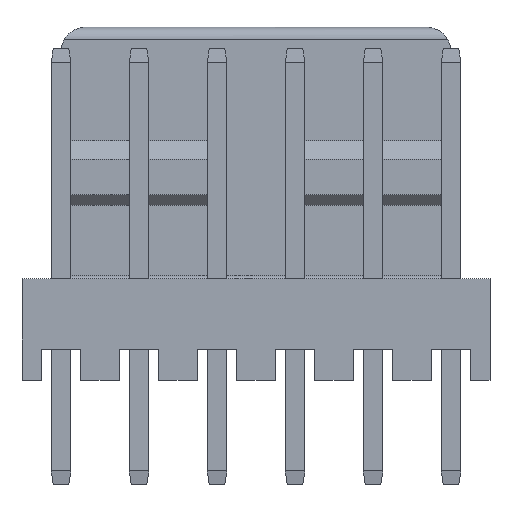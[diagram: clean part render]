
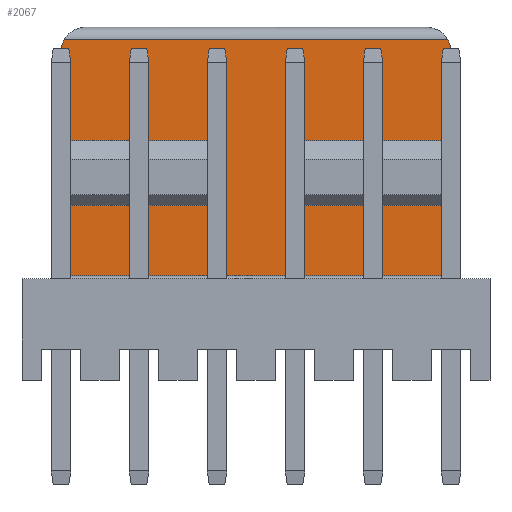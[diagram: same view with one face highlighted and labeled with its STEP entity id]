
A CAD part, top view. The second image highlights one B-rep face of the part: STEP entity #2067.
In plain terms, the highlighted planar face has unit normal (0, 0, 1).
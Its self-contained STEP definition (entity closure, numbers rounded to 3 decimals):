
#130 = CARTESIAN_POINT ( 'NONE',  ( -6.35, 4.05, -1.95 ) ) ;
#133 = VECTOR ( 'NONE', #1261, 1000. ) ;
#145 = AXIS2_PLACEMENT_3D ( 'NONE', #1740, #2492, #546 ) ;
#167 = EDGE_CURVE ( 'NONE', #501, #1353, #264, .T. ) ;
#181 = CARTESIAN_POINT ( 'NONE',  ( 6.35, 9.85, -1.95 ) ) ;
#204 = CARTESIAN_POINT ( 'NONE',  ( 1.27, 6.15, -1.95 ) ) ;
#231 = EDGE_LOOP ( 'NONE', ( #1018, #2629, #1225, #1168, #1340, #734, #2181, #1066, #2389, #2758, #247, #1744, #288, #2570 ) ) ;
#236 = VERTEX_POINT ( 'NONE', #350 ) ;
#247 = ORIENTED_EDGE ( 'NONE', *, *, #3104, .T. ) ;
#253 = CARTESIAN_POINT ( 'NONE',  ( 6.35, 1.75, -1.95 ) ) ;
#262 = EDGE_CURVE ( 'NONE', #2047, #1474, #1754, .T. ) ;
#264 = CIRCLE ( 'NONE', #1194, 0.8 ) ;
#269 = VECTOR ( 'NONE', #2540, 1000. ) ;
#288 = ORIENTED_EDGE ( 'NONE', *, *, #2824, .F. ) ;
#332 = EDGE_CURVE ( 'NONE', #2047, #1787, #1942, .T. ) ;
#350 = CARTESIAN_POINT ( 'NONE',  ( -1.27, 6.15, -1.95 ) ) ;
#374 = DIRECTION ( 'NONE',  ( -1., 0., 0. ) ) ;
#379 = CARTESIAN_POINT ( 'NONE',  ( 1.27, 6.15, -1.95 ) ) ;
#396 = CARTESIAN_POINT ( 'NONE',  ( 6.35, 4.05, -1.95 ) ) ;
#427 = DIRECTION ( 'NONE',  ( -1., 0., 0. ) ) ;
#449 = EDGE_CURVE ( 'NONE', #1032, #589, #2694, .T. ) ;
#483 = EDGE_CURVE ( 'NONE', #1307, #1280, #1218, .T. ) ;
#501 = VERTEX_POINT ( 'NONE', #2253 ) ;
#546 = DIRECTION ( 'NONE',  ( 0., 1., 0. ) ) ;
#582 = DIRECTION ( 'NONE',  ( 0., -1., 0. ) ) ;
#589 = VERTEX_POINT ( 'NONE', #130 ) ;
#690 = LINE ( 'NONE', #1799, #1640 ) ;
#734 = ORIENTED_EDGE ( 'NONE', *, *, #2547, .T. ) ;
#747 = DIRECTION ( 'NONE',  ( 0., 0., -1. ) ) ;
#787 = VECTOR ( 'NONE', #2939, 1000. ) ;
#819 = CARTESIAN_POINT ( 'NONE',  ( -5.55, 9.05, -1.95 ) ) ;
#892 = CARTESIAN_POINT ( 'NONE',  ( -1.27, 6.15, -1.95 ) ) ;
#929 = VECTOR ( 'NONE', #1569, 1000. ) ;
#1018 = ORIENTED_EDGE ( 'NONE', *, *, #2822, .T. ) ;
#1032 = VERTEX_POINT ( 'NONE', #2436 ) ;
#1054 = EDGE_CURVE ( 'NONE', #2721, #1280, #1423, .T. ) ;
#1058 = CARTESIAN_POINT ( 'NONE',  ( -6.35, 6.15, -1.95 ) ) ;
#1066 = ORIENTED_EDGE ( 'NONE', *, *, #332, .T. ) ;
#1100 = DIRECTION ( 'NONE',  ( 0., 1., 0. ) ) ;
#1168 = ORIENTED_EDGE ( 'NONE', *, *, #1631, .F. ) ;
#1174 = VERTEX_POINT ( 'NONE', #1896 ) ;
#1194 = AXIS2_PLACEMENT_3D ( 'NONE', #819, #2203, #2742 ) ;
#1202 = VERTEX_POINT ( 'NONE', #204 ) ;
#1208 = PLANE ( 'NONE',  #2505 ) ;
#1218 = LINE ( 'NONE', #1503, #2820 ) ;
#1225 = ORIENTED_EDGE ( 'NONE', *, *, #1054, .F. ) ;
#1246 = CARTESIAN_POINT ( 'NONE',  ( -6.35, 9.85, -1.95 ) ) ;
#1261 = DIRECTION ( 'NONE',  ( 0., -1., 0. ) ) ;
#1280 = VERTEX_POINT ( 'NONE', #253 ) ;
#1307 = VERTEX_POINT ( 'NONE', #1446 ) ;
#1334 = CARTESIAN_POINT ( 'NONE',  ( -6.35, 9.85, -1.95 ) ) ;
#1340 = ORIENTED_EDGE ( 'NONE', *, *, #2894, .T. ) ;
#1353 = VERTEX_POINT ( 'NONE', #1943 ) ;
#1408 = VECTOR ( 'NONE', #2650, 1000. ) ;
#1423 = LINE ( 'NONE', #1456, #133 ) ;
#1446 = CARTESIAN_POINT ( 'NONE',  ( -6.35, 1.75, -1.95 ) ) ;
#1456 = CARTESIAN_POINT ( 'NONE',  ( 6.35, 9.85, -1.95 ) ) ;
#1473 = LINE ( 'NONE', #1820, #1659 ) ;
#1474 = VERTEX_POINT ( 'NONE', #2026 ) ;
#1503 = CARTESIAN_POINT ( 'NONE',  ( 6.35, 1.75, -1.95 ) ) ;
#1538 = LINE ( 'NONE', #1540, #269 ) ;
#1540 = CARTESIAN_POINT ( 'NONE',  ( 1.27, 4.05, -1.95 ) ) ;
#1569 = DIRECTION ( 'NONE',  ( 0., -1., 0. ) ) ;
#1611 = EDGE_CURVE ( 'NONE', #1787, #501, #690, .T. ) ;
#1627 = LINE ( 'NONE', #2534, #2759 ) ;
#1628 = VECTOR ( 'NONE', #427, 1000. ) ;
#1631 = EDGE_CURVE ( 'NONE', #1174, #2721, #1538, .T. ) ;
#1640 = VECTOR ( 'NONE', #374, 1000. ) ;
#1659 = VECTOR ( 'NONE', #2565, 1000. ) ;
#1678 = VECTOR ( 'NONE', #582, 1000. ) ;
#1740 = CARTESIAN_POINT ( 'NONE',  ( 5.55, 9.05, -1.95 ) ) ;
#1744 = ORIENTED_EDGE ( 'NONE', *, *, #2720, .F. ) ;
#1746 = CARTESIAN_POINT ( 'NONE',  ( -1.27, 4.05, -1.95 ) ) ;
#1754 = LINE ( 'NONE', #2995, #1678 ) ;
#1787 = VERTEX_POINT ( 'NONE', #2065 ) ;
#1799 = CARTESIAN_POINT ( 'NONE',  ( 6.35, 9.45, -1.95 ) ) ;
#1820 = CARTESIAN_POINT ( 'NONE',  ( -1.27, 4.05, -1.95 ) ) ;
#1896 = CARTESIAN_POINT ( 'NONE',  ( 1.27, 4.05, -1.95 ) ) ;
#1942 = CIRCLE ( 'NONE', #145, 0.8 ) ;
#1943 = CARTESIAN_POINT ( 'NONE',  ( -6.35, 9.05, -1.95 ) ) ;
#1961 = LINE ( 'NONE', #1246, #1408 ) ;
#1992 = DIRECTION ( 'NONE',  ( 1., 0., 0. ) ) ;
#2026 = CARTESIAN_POINT ( 'NONE',  ( 6.35, 6.15, -1.95 ) ) ;
#2047 = VERTEX_POINT ( 'NONE', #2613 ) ;
#2065 = CARTESIAN_POINT ( 'NONE',  ( 6.243, 9.45, -1.95 ) ) ;
#2067 = ADVANCED_FACE ( 'NONE', ( #2582 ), #1208, .F. ) ;
#2077 = LINE ( 'NONE', #379, #2457 ) ;
#2181 = ORIENTED_EDGE ( 'NONE', *, *, #262, .F. ) ;
#2185 = LINE ( 'NONE', #1334, #929 ) ;
#2203 = DIRECTION ( 'NONE',  ( 0., 0., 1. ) ) ;
#2253 = CARTESIAN_POINT ( 'NONE',  ( -6.243, 9.45, -1.95 ) ) ;
#2294 = VERTEX_POINT ( 'NONE', #1058 ) ;
#2389 = ORIENTED_EDGE ( 'NONE', *, *, #1611, .T. ) ;
#2411 = DIRECTION ( 'NONE',  ( 0., 1., 0. ) ) ;
#2436 = CARTESIAN_POINT ( 'NONE',  ( -1.27, 4.05, -1.95 ) ) ;
#2457 = VECTOR ( 'NONE', #2544, 1000. ) ;
#2492 = DIRECTION ( 'NONE',  ( 0., 0., 1. ) ) ;
#2505 = AXIS2_PLACEMENT_3D ( 'NONE', #181, #747, #2411 ) ;
#2534 = CARTESIAN_POINT ( 'NONE',  ( 1.27, 4.05, -1.95 ) ) ;
#2540 = DIRECTION ( 'NONE',  ( 1., 0., 0. ) ) ;
#2544 = DIRECTION ( 'NONE',  ( 1., 0., 0. ) ) ;
#2547 = EDGE_CURVE ( 'NONE', #1202, #1474, #2077, .T. ) ;
#2565 = DIRECTION ( 'NONE',  ( 0., 1., 0. ) ) ;
#2570 = ORIENTED_EDGE ( 'NONE', *, *, #449, .T. ) ;
#2582 = FACE_OUTER_BOUND ( 'NONE', #231, .T. ) ;
#2613 = CARTESIAN_POINT ( 'NONE',  ( 6.35, 9.05, -1.95 ) ) ;
#2629 = ORIENTED_EDGE ( 'NONE', *, *, #483, .T. ) ;
#2650 = DIRECTION ( 'NONE',  ( 0., -1., 0. ) ) ;
#2694 = LINE ( 'NONE', #1746, #787 ) ;
#2720 = EDGE_CURVE ( 'NONE', #236, #2294, #3035, .T. ) ;
#2721 = VERTEX_POINT ( 'NONE', #396 ) ;
#2742 = DIRECTION ( 'NONE',  ( 0., 1., 0. ) ) ;
#2758 = ORIENTED_EDGE ( 'NONE', *, *, #167, .T. ) ;
#2759 = VECTOR ( 'NONE', #1100, 1000. ) ;
#2820 = VECTOR ( 'NONE', #1992, 1000. ) ;
#2822 = EDGE_CURVE ( 'NONE', #589, #1307, #2185, .T. ) ;
#2824 = EDGE_CURVE ( 'NONE', #1032, #236, #1473, .T. ) ;
#2894 = EDGE_CURVE ( 'NONE', #1174, #1202, #1627, .T. ) ;
#2939 = DIRECTION ( 'NONE',  ( -1., 0., 0. ) ) ;
#2995 = CARTESIAN_POINT ( 'NONE',  ( 6.35, 9.85, -1.95 ) ) ;
#3035 = LINE ( 'NONE', #892, #1628 ) ;
#3104 = EDGE_CURVE ( 'NONE', #1353, #2294, #1961, .T. ) ;
